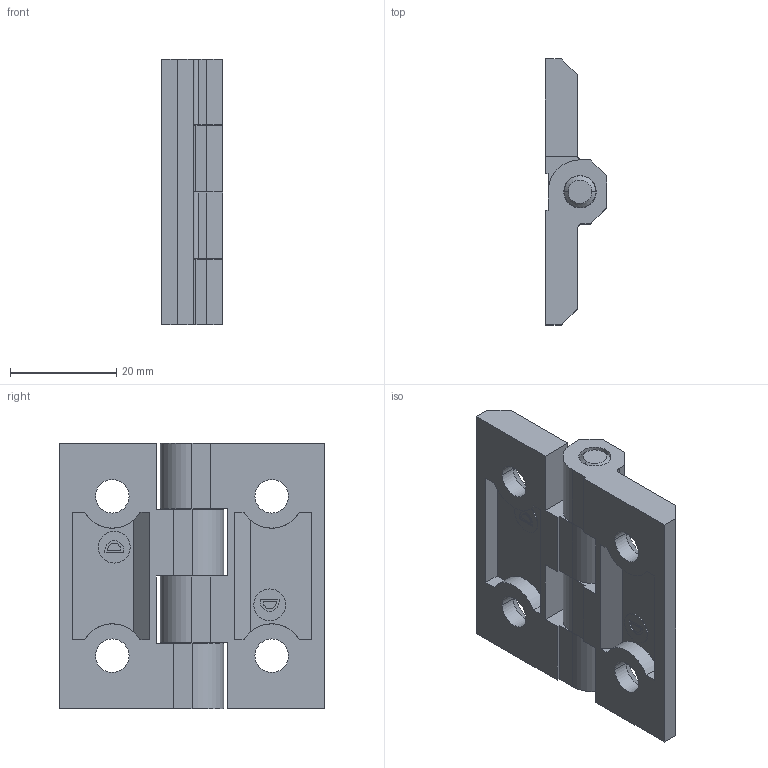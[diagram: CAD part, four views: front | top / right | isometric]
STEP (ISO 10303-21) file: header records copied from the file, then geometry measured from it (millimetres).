
FILE_DESCRIPTION (( 'STEP AP214' ), '1' );
FILE_NAME ('7228785', '2019-02-04T10:04:50', ( '' ), ('JUGARD+KÜNSTNER GmbH'), 'SwSTEP 2.0', 'SolidWorks 2017', '' );
FILE_SCHEMA (( 'AUTOMOTIVE_DESIGN' ));
Length unit declared in the file: millimetre
Products named in the file (4): 7228785_CNAJF00; Kopie von Scharnier_4^7228785; Kopie von Scharnier_5^7228785; Kopie von Achse_3^7228785
Assembly tree (3 placements, depth 2):
  7228785_CNAJF00
    Kopie von Scharnier_4^7228785
    Kopie von Achse_3^7228785
    Kopie von Scharnier_5^7228785
Bounding box: 11.5 x 50 x 50 mm (x, y, z)
Volume: 13665.9 mm3; surface area: 9796.8 mm2
Topology: 3 solids, 3 shells, 218 faces, 540 edges, 336 vertices
Faces by surface type: plane 140, cylinder 66, cone 12
Entity records: 6594 total; most frequent: DIRECTION 1164, CARTESIAN_POINT 1112, ORIENTED_EDGE 1080, EDGE_CURVE 540, AXIS2_PLACEMENT_3D 404, VECTOR 356, LINE 356, VERTEX_POINT 336
